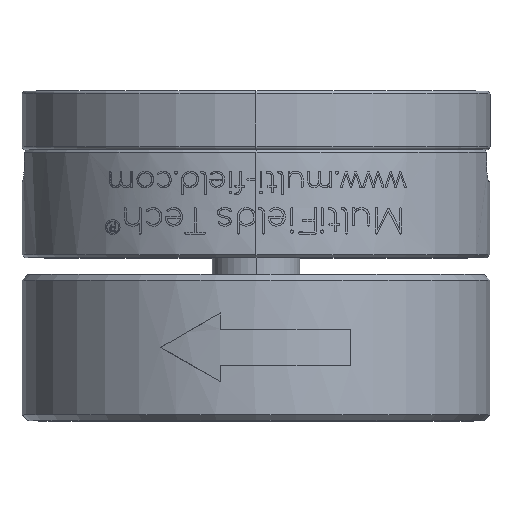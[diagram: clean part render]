
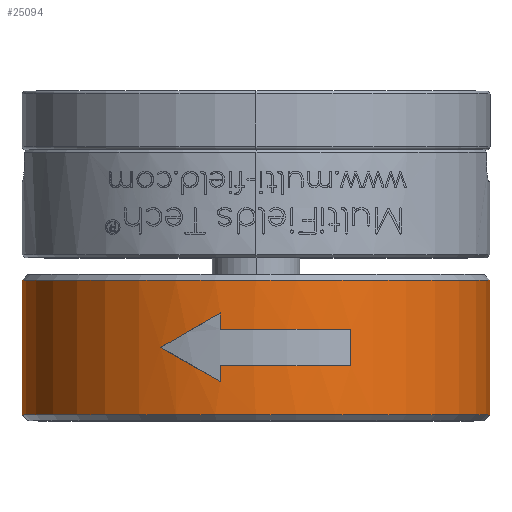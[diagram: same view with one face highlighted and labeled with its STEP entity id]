
A CAD part, top view. The second image highlights one B-rep face of the part: STEP entity #25094.
In plain terms, the highlighted cylindrical face has radius 8 mm (diameter 16 mm), a partial arc.
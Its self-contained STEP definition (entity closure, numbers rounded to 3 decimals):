
#62 = DIRECTION ( 'NONE',  ( 0., 1., 0. ) ) ;
#366 = CARTESIAN_POINT ( 'NONE',  ( -2.338, -6.243, 7.651 ) ) ;
#521 = DIRECTION ( 'NONE',  ( 1., 0., 0.001 ) ) ;
#643 = CARTESIAN_POINT ( 'NONE',  ( -1.857, -7.583, 7.782 ) ) ;
#752 = DIRECTION ( 'NONE',  ( 1., 0., 0.001 ) ) ;
#916 = LINE ( 'NONE', #36059, #34909 ) ;
#1366 = VERTEX_POINT ( 'NONE', #31614 ) ;
#1371 = ORIENTED_EDGE ( 'NONE', *, *, #15004, .T. ) ;
#3875 = EDGE_CURVE ( 'NONE', #5377, #5705, #36655, .T. ) ;
#3999 = CARTESIAN_POINT ( 'NONE',  ( -2.269, -6.204, 7.671 ) ) ;
#4213 = CARTESIAN_POINT ( 'NONE',  ( -2.697, -6.45, 7.532 ) ) ;
#4487 = CARTESIAN_POINT ( 'NONE',  ( -2.221, -7.372, 7.685 ) ) ;
#4694 = CARTESIAN_POINT ( 'NONE',  ( -2.249, -7.357, 7.678 ) ) ;
#5251 = VECTOR ( 'NONE', #7962, 1000. ) ;
#5377 = VERTEX_POINT ( 'NONE', #34428 ) ;
#5705 = VERTEX_POINT ( 'NONE', #33902 ) ;
#6643 = VERTEX_POINT ( 'NONE', #22421 ) ;
#6813 = VECTOR ( 'NONE', #41196, 1000. ) ;
#7294 = CARTESIAN_POINT ( 'NONE',  ( -1.598, -7.732, 7.841 ) ) ;
#7368 = EDGE_CURVE ( 'NONE', #6643, #35244, #17789, .T. ) ;
#7562 = B_SPLINE_CURVE_WITH_KNOTS ( 'NONE', 3,
 ( #40030, #14160, #7294, #643, #27208, #37030, #39824, #4487, #33404, #4694, #10506, #20380, #7700 ),
 .UNSPECIFIED., .F., .F.,
 ( 4, 2, 1, 1, 1, 2, 2, 4 ),
 ( 0., 0.25, 0.375, 0.438, 0.469, 0.484, 0.5, 1. ),
 .UNSPECIFIED. ) ;
#7583 = CARTESIAN_POINT ( 'NONE',  ( 0., -6.149, 0. ) ) ;
#7636 = CARTESIAN_POINT ( 'NONE',  ( -2.569, -6.377, 7.577 ) ) ;
#7700 = CARTESIAN_POINT ( 'NONE',  ( -3.257, -6.774, 7.307 ) ) ;
#7944 = ORIENTED_EDGE ( 'NONE', *, *, #39268, .T. ) ;
#7962 = DIRECTION ( 'NONE',  ( 0., -1., 0. ) ) ;
#9090 = CARTESIAN_POINT ( 'NONE',  ( -1.223, -9.274, 7.906 ) ) ;
#9505 = DIRECTION ( 'NONE',  ( 1., 0., 0.001 ) ) ;
#10506 = CARTESIAN_POINT ( 'NONE',  ( -2.62, -7.142, 7.568 ) ) ;
#10708 = EDGE_CURVE ( 'NONE', #24788, #18568, #38989, .T. ) ;
#11711 = ORIENTED_EDGE ( 'NONE', *, *, #7368, .T. ) ;
#12269 = DIRECTION ( 'NONE',  ( 0., -1., 0. ) ) ;
#12772 = AXIS2_PLACEMENT_3D ( 'NONE', #30596, #20771, #33591 ) ;
#13116 = CARTESIAN_POINT ( 'NONE',  ( 8., -9.274, 0.008 ) ) ;
#13414 = ORIENTED_EDGE ( 'NONE', *, *, #3875, .T. ) ;
#13464 = CARTESIAN_POINT ( 'NONE',  ( -2.305, -6.224, 7.661 ) ) ;
#13570 = ORIENTED_EDGE ( 'NONE', *, *, #18480, .T. ) ;
#14160 = CARTESIAN_POINT ( 'NONE',  ( -1.415, -7.838, 7.876 ) ) ;
#14331 = EDGE_LOOP ( 'NONE', ( #13414, #29193, #36769, #7944, #28110, #11711, #34822 ) ) ;
#14831 = VECTOR ( 'NONE', #19004, 1000. ) ;
#15004 = EDGE_CURVE ( 'NONE', #41998, #18568, #42140, .T. ) ;
#15331 = CARTESIAN_POINT ( 'NONE',  ( 8., -4.474, 0.008 ) ) ;
#16297 = VERTEX_POINT ( 'NONE', #30444 ) ;
#17789 = B_SPLINE_CURVE_WITH_KNOTS ( 'NONE', 3,
 ( #20522, #32916, #33130, #4213, #7636, #26725, #366, #13464, #23513, #3999, #31621, #34171, #37379 ),
 .UNSPECIFIED., .F., .F.,
 ( 4, 2, 1, 1, 1, 2, 2, 4 ),
 ( 0., 0.25, 0.375, 0.438, 0.469, 0.484, 0.5, 1. ),
 .UNSPECIFIED. ) ;
#18465 = EDGE_CURVE ( 'NONE', #1366, #16297, #23046, .T. ) ;
#18480 = EDGE_CURVE ( 'NONE', #28854, #41998, #36040, .T. ) ;
#18549 = CARTESIAN_POINT ( 'NONE',  ( -1.223, -7.949, 7.906 ) ) ;
#18568 = VERTEX_POINT ( 'NONE', #30662 ) ;
#19004 = DIRECTION ( 'NONE',  ( 0., -1., 0. ) ) ;
#19099 = EDGE_CURVE ( 'NONE', #5705, #16297, #28628, .T. ) ;
#19872 = EDGE_CURVE ( 'NONE', #28954, #6643, #7562, .T. ) ;
#20345 = FACE_BOUND ( 'NONE', #14331, .T. ) ;
#20380 = CARTESIAN_POINT ( 'NONE',  ( -2.953, -6.95, 7.443 ) ) ;
#20522 = CARTESIAN_POINT ( 'NONE',  ( -3.257, -6.774, 7.307 ) ) ;
#20771 = DIRECTION ( 'NONE',  ( 0., 1., 0. ) ) ;
#21967 = LINE ( 'NONE', #9090, #6813 ) ;
#22421 = CARTESIAN_POINT ( 'NONE',  ( -3.257, -6.774, 7.307 ) ) ;
#22528 = EDGE_CURVE ( 'NONE', #24788, #28854, #28337, .T. ) ;
#23046 = CIRCLE ( 'NONE', #38047, 8. ) ;
#23513 = CARTESIAN_POINT ( 'NONE',  ( -2.282, -6.211, 7.668 ) ) ;
#23540 = DIRECTION ( 'NONE',  ( -1., 0., -0.001 ) ) ;
#23694 = CARTESIAN_POINT ( 'NONE',  ( -8., -4.474, -0.008 ) ) ;
#23754 = CYLINDRICAL_SURFACE ( 'NONE', #28098, 8. ) ;
#24103 = CARTESIAN_POINT ( 'NONE',  ( 0., -4.474, 0. ) ) ;
#24788 = VERTEX_POINT ( 'NONE', #15331 ) ;
#24893 = EDGE_CURVE ( 'NONE', #35244, #5377, #916, .T. ) ;
#25094 = ADVANCED_FACE ( 'NONE', ( #30369, #20345 ), #23754, .T. ) ;
#25787 = CARTESIAN_POINT ( 'NONE',  ( 0., -7.399, 0. ) ) ;
#26055 = CARTESIAN_POINT ( 'NONE',  ( -8., -9.074, -0.008 ) ) ;
#26445 = AXIS2_PLACEMENT_3D ( 'NONE', #7583, #29866, #521 ) ;
#26725 = CARTESIAN_POINT ( 'NONE',  ( -2.416, -6.288, 7.627 ) ) ;
#27208 = CARTESIAN_POINT ( 'NONE',  ( -1.983, -7.51, 7.751 ) ) ;
#27586 = CARTESIAN_POINT ( 'NONE',  ( -1.223, -5.599, 7.906 ) ) ;
#27613 = AXIS2_PLACEMENT_3D ( 'NONE', #24103, #36929, #752 ) ;
#28098 = AXIS2_PLACEMENT_3D ( 'NONE', #30582, #33991, #23540 ) ;
#28110 = ORIENTED_EDGE ( 'NONE', *, *, #19872, .T. ) ;
#28337 = CIRCLE ( 'NONE', #27613, 8. ) ;
#28628 = LINE ( 'NONE', #41471, #14831 ) ;
#28854 = VERTEX_POINT ( 'NONE', #23694 ) ;
#28954 = VERTEX_POINT ( 'NONE', #18549 ) ;
#29193 = ORIENTED_EDGE ( 'NONE', *, *, #19099, .T. ) ;
#29866 = DIRECTION ( 'NONE',  ( 0., 1., 0. ) ) ;
#30369 = FACE_OUTER_BOUND ( 'NONE', #38476, .T. ) ;
#30444 = CARTESIAN_POINT ( 'NONE',  ( 3.243, -7.399, 7.313 ) ) ;
#30582 = CARTESIAN_POINT ( 'NONE',  ( 0., -9.274, 0. ) ) ;
#30596 = CARTESIAN_POINT ( 'NONE',  ( 0., -9.074, 0. ) ) ;
#30662 = CARTESIAN_POINT ( 'NONE',  ( 8., -9.074, 0.008 ) ) ;
#31614 = CARTESIAN_POINT ( 'NONE',  ( -1.223, -7.399, 7.906 ) ) ;
#31621 = CARTESIAN_POINT ( 'NONE',  ( -1.954, -6.021, 7.764 ) ) ;
#32916 = CARTESIAN_POINT ( 'NONE',  ( -3.105, -6.686, 7.375 ) ) ;
#33130 = CARTESIAN_POINT ( 'NONE',  ( -2.946, -6.594, 7.44 ) ) ;
#33404 = CARTESIAN_POINT ( 'NONE',  ( -2.241, -7.361, 7.68 ) ) ;
#33591 = DIRECTION ( 'NONE',  ( -1., 0., -0.001 ) ) ;
#33902 = CARTESIAN_POINT ( 'NONE',  ( 3.243, -6.149, 7.313 ) ) ;
#33991 = DIRECTION ( 'NONE',  ( 0., -1., 0. ) ) ;
#34171 = CARTESIAN_POINT ( 'NONE',  ( -1.608, -5.822, 7.846 ) ) ;
#34428 = CARTESIAN_POINT ( 'NONE',  ( -1.223, -6.149, 7.906 ) ) ;
#34822 = ORIENTED_EDGE ( 'NONE', *, *, #24893, .T. ) ;
#34909 = VECTOR ( 'NONE', #40097, 1000. ) ;
#35196 = ORIENTED_EDGE ( 'NONE', *, *, #22528, .T. ) ;
#35244 = VERTEX_POINT ( 'NONE', #27586 ) ;
#36040 = LINE ( 'NONE', #37278, #5251 ) ;
#36059 = CARTESIAN_POINT ( 'NONE',  ( -1.223, -9.274, 7.906 ) ) ;
#36650 = ORIENTED_EDGE ( 'NONE', *, *, #10708, .F. ) ;
#36655 = CIRCLE ( 'NONE', #26445, 8. ) ;
#36769 = ORIENTED_EDGE ( 'NONE', *, *, #18465, .F. ) ;
#36929 = DIRECTION ( 'NONE',  ( 0., -1., 0. ) ) ;
#37030 = CARTESIAN_POINT ( 'NONE',  ( -2.124, -7.429, 7.713 ) ) ;
#37278 = CARTESIAN_POINT ( 'NONE',  ( -8., -9.274, -0.008 ) ) ;
#37379 = CARTESIAN_POINT ( 'NONE',  ( -1.223, -5.599, 7.906 ) ) ;
#38047 = AXIS2_PLACEMENT_3D ( 'NONE', #25787, #62, #9505 ) ;
#38476 = EDGE_LOOP ( 'NONE', ( #36650, #35196, #13570, #1371 ) ) ;
#38989 = LINE ( 'NONE', #13116, #41258 ) ;
#39268 = EDGE_CURVE ( 'NONE', #1366, #28954, #21967, .T. ) ;
#39824 = CARTESIAN_POINT ( 'NONE',  ( -2.192, -7.389, 7.694 ) ) ;
#40030 = CARTESIAN_POINT ( 'NONE',  ( -1.223, -7.949, 7.906 ) ) ;
#40097 = DIRECTION ( 'NONE',  ( 0., -1., 0. ) ) ;
#41196 = DIRECTION ( 'NONE',  ( 0., -1., 0. ) ) ;
#41258 = VECTOR ( 'NONE', #12269, 1000. ) ;
#41471 = CARTESIAN_POINT ( 'NONE',  ( 3.243, -9.274, 7.313 ) ) ;
#41998 = VERTEX_POINT ( 'NONE', #26055 ) ;
#42140 = CIRCLE ( 'NONE', #12772, 8. ) ;
